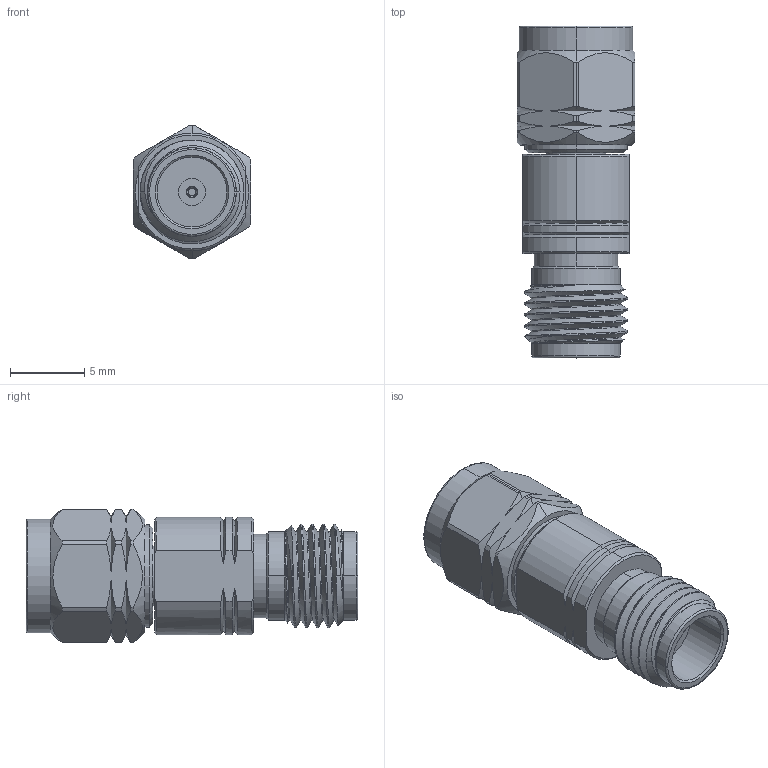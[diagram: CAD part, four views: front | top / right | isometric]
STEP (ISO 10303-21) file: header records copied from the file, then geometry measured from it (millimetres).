
FILE_DESCRIPTION (( 'STEP AP203' ), '1' );
FILE_NAME ('SA6510-03.step', '2018-12-12T16:12:18', ( '' ), ( '' ), 'SwSTEP 2.0', 'SolidWorks 2017', '' );
FILE_SCHEMA (( 'CONFIG_CONTROL_DESIGN' ));
Length unit declared in the file: inch
Products named in the file (1): SA6510-03
Bounding box: 7.94 x 22.35 x 8.99 mm (x, y, z)
Volume: 794.1 mm3; surface area: 1000.7 mm2
Topology: 1 solids, 1 shells, 199 faces, 525 edges, 343 vertices
Faces by surface type: cylinder 77, cone 71, plane 41, bspline 6, torus 4
Entity records: 8616 total; most frequent: CARTESIAN_POINT 3769, ORIENTED_EDGE 1050, DIRECTION 972, EDGE_CURVE 525, AXIS2_PLACEMENT_3D 404, VERTEX_POINT 343, EDGE_LOOP 214, CIRCLE 210
